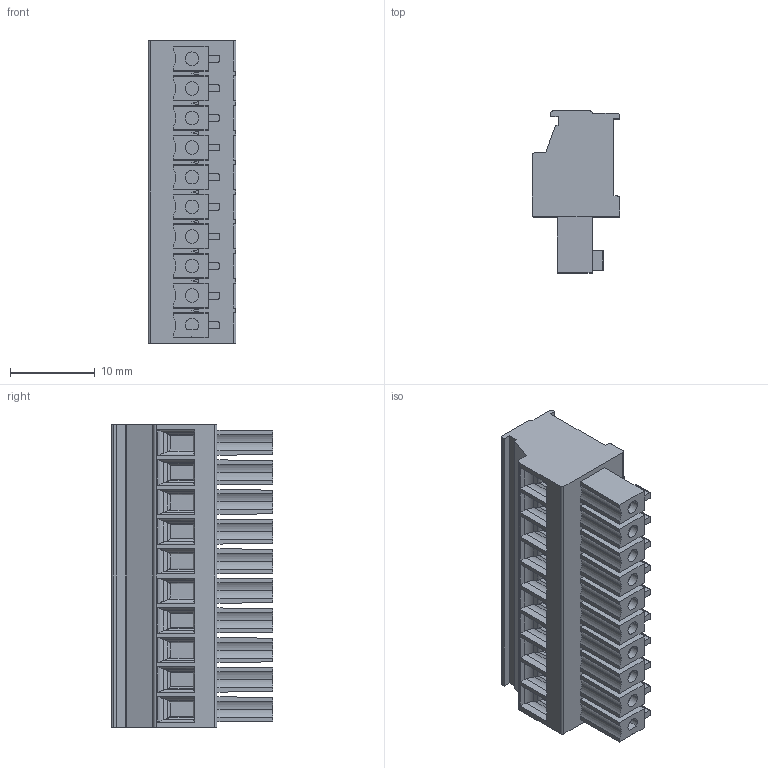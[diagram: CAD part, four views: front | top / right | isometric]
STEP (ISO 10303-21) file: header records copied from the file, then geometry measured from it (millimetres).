
FILE_DESCRIPTION(('SolidDesigner STEP Export'),'1');
FILE_NAME('mcvw_1.5-10-st-3.5.stp','2000-11-27T 9:57:07',(''),(''), 'SolidDesigner STEP processor Version: 7.0(Mar 1999)for AP214(CD)(Solid Model)', 'CoCreate SolidDesigner: 08.01 19-Jun-2000(C) CoCreate Software GmbH','');
FILE_SCHEMA(('AUTOMOTIVE_DESIGN_CC2 {1 2 10303 214 -1 1 5 1}'));
Length unit declared in the file: millimetre
Products named in the file (2): mcvw_1.5-10-st-3.5
Assembly tree (1 placements, depth 2):
  mcvw_1.5-10-st-3.5
    mcvw_1.5-10-st-3.5
Bounding box: 10.4 x 19.1 x 35.8 mm (x, y, z)
Volume: 4360.8 mm3; surface area: 3535.5 mm2
Topology: 1 solids, 1 shells, 639 faces, 1672 edges, 1118 vertices
Faces by surface type: plane 439, cylinder 200
Entity records: 25753 total; most frequent: CARTESIAN_POINT 4915, ORIENTED_EDGE 3344, DIRECTION 3112, EDGE_CURVE 1672, VECTOR 1162, LINE 1162, VERTEX_POINT 1118, AXIS2_PLACEMENT_3D 975
